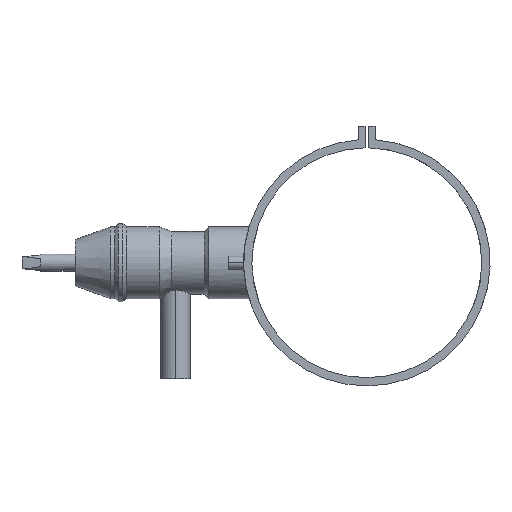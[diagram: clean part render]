
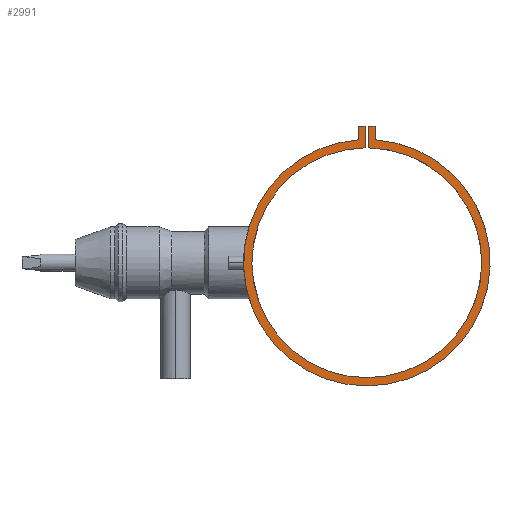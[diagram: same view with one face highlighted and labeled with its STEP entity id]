
A CAD part, left-side view. The second image highlights one B-rep face of the part: STEP entity #2991.
In plain terms, the highlighted planar face has unit normal (-1, 0, 0).
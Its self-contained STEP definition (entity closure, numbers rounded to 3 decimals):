
#18 = CARTESIAN_POINT ( 'NONE',  ( -70., -2., 148.697 ) ) ;
#35 = CARTESIAN_POINT ( 'NONE',  ( -70., 0., 0. ) ) ;
#158 = DIRECTION ( 'NONE',  ( 0., 0., -1. ) ) ;
#159 = CARTESIAN_POINT ( 'NONE',  ( -70., 2., 148.697 ) ) ;
#160 = LINE ( 'NONE', #159, #1863 ) ;
#195 = DIRECTION ( 'NONE',  ( 1., 0., 0. ) ) ;
#335 = CARTESIAN_POINT ( 'NONE',  ( -70., -9., 133.697 ) ) ;
#404 = DIRECTION ( 'NONE',  ( 0., -1., 0. ) ) ;
#407 = CARTESIAN_POINT ( 'NONE',  ( -70., 9., 148.697 ) ) ;
#411 = LINE ( 'NONE', #407, #2015 ) ;
#452 = FACE_OUTER_BOUND ( 'NONE', #2531, .T. ) ;
#571 = CARTESIAN_POINT ( 'NONE',  ( -70., 0., 0. ) ) ;
#649 = DIRECTION ( 'NONE',  ( 0., 0., 1. ) ) ;
#709 = EDGE_CURVE ( 'NONE', #2360, #2024, #411, .T. ) ;
#781 = CARTESIAN_POINT ( 'NONE',  ( -70., -9., 148.697 ) ) ;
#797 = DIRECTION ( 'NONE',  ( 0., 0., -1. ) ) ;
#848 = EDGE_CURVE ( 'NONE', #2024, #2279, #160, .T. ) ;
#854 = CARTESIAN_POINT ( 'NONE',  ( -70., 2., 124.984 ) ) ;
#902 = LINE ( 'NONE', #1943, #1314 ) ;
#1036 = VECTOR ( 'NONE', #649, 1000. ) ;
#1061 = DIRECTION ( 'NONE',  ( 0., -1., 0. ) ) ;
#1076 = DIRECTION ( 'NONE',  ( 1., 0., 0. ) ) ;
#1159 = VECTOR ( 'NONE', #797, 1000. ) ;
#1196 = EDGE_CURVE ( 'NONE', #2103, #2585, #2346, .T. ) ;
#1235 = DIRECTION ( 'NONE',  ( 0., 0., -1. ) ) ;
#1269 = AXIS2_PLACEMENT_3D ( 'NONE', #571, #1610, #2640 ) ;
#1314 = VECTOR ( 'NONE', #2844, 1000. ) ;
#1319 = EDGE_CURVE ( 'NONE', #2245, #2360, #902, .T. ) ;
#1488 = PLANE ( 'NONE',  #1974 ) ;
#1507 = EDGE_CURVE ( 'NONE', #2585, #1982, #2084, .T. ) ;
#1508 = CARTESIAN_POINT ( 'NONE',  ( -70., -2., 124.984 ) ) ;
#1526 = VECTOR ( 'NONE', #1061, 1000. ) ;
#1605 = EDGE_CURVE ( 'NONE', #2156, #2103, #1941, .T. ) ;
#1610 = DIRECTION ( 'NONE',  ( -1., 0., 0. ) ) ;
#1863 = VECTOR ( 'NONE', #158, 1000. ) ;
#1866 = AXIS2_PLACEMENT_3D ( 'NONE', #35, #1076, #2105 ) ;
#1879 = CARTESIAN_POINT ( 'NONE',  ( -70., 9., 133.697 ) ) ;
#1941 = LINE ( 'NONE', #2843, #1036 ) ;
#1943 = CARTESIAN_POINT ( 'NONE',  ( -70., 9., 148.697 ) ) ;
#1964 = CARTESIAN_POINT ( 'NONE',  ( -70., 9., 148.697 ) ) ;
#1974 = AXIS2_PLACEMENT_3D ( 'NONE', #2517, #195, #1235 ) ;
#1982 = VERTEX_POINT ( 'NONE', #335 ) ;
#2015 = VECTOR ( 'NONE', #404, 1000. ) ;
#2024 = VERTEX_POINT ( 'NONE', #2833 ) ;
#2084 = LINE ( 'NONE', #2927, #1159 ) ;
#2103 = VERTEX_POINT ( 'NONE', #2252 ) ;
#2105 = DIRECTION ( 'NONE',  ( 0., 0., -1. ) ) ;
#2156 = VERTEX_POINT ( 'NONE', #1508 ) ;
#2245 = VERTEX_POINT ( 'NONE', #1879 ) ;
#2252 = CARTESIAN_POINT ( 'NONE',  ( -70., -2., 148.697 ) ) ;
#2279 = VERTEX_POINT ( 'NONE', #854 ) ;
#2291 = CIRCLE ( 'NONE', #1269, 125. ) ;
#2346 = LINE ( 'NONE', #18, #1526 ) ;
#2360 = VERTEX_POINT ( 'NONE', #1964 ) ;
#2453 = ORIENTED_EDGE ( 'NONE', *, *, #1319, .F. ) ;
#2461 = ORIENTED_EDGE ( 'NONE', *, *, #709, .F. ) ;
#2464 = ORIENTED_EDGE ( 'NONE', *, *, #848, .F. ) ;
#2465 = ORIENTED_EDGE ( 'NONE', *, *, #2859, .F. ) ;
#2472 = ORIENTED_EDGE ( 'NONE', *, *, #1605, .F. ) ;
#2474 = ORIENTED_EDGE ( 'NONE', *, *, #1196, .F. ) ;
#2478 = ORIENTED_EDGE ( 'NONE', *, *, #1507, .F. ) ;
#2479 = ORIENTED_EDGE ( 'NONE', *, *, #2846, .F. ) ;
#2517 = CARTESIAN_POINT ( 'NONE',  ( -70., 0., 0. ) ) ;
#2531 = EDGE_LOOP ( 'NONE', ( #2479, #2478, #2474, #2472, #2465, #2464, #2461, #2453 ) ) ;
#2585 = VERTEX_POINT ( 'NONE', #781 ) ;
#2640 = DIRECTION ( 'NONE',  ( 0., 0., -1. ) ) ;
#2798 = CIRCLE ( 'NONE', #1866, 134. ) ;
#2833 = CARTESIAN_POINT ( 'NONE',  ( -70., 2., 148.697 ) ) ;
#2843 = CARTESIAN_POINT ( 'NONE',  ( -70., -2., 148.697 ) ) ;
#2844 = DIRECTION ( 'NONE',  ( 0., 0., 1. ) ) ;
#2846 = EDGE_CURVE ( 'NONE', #1982, #2245, #2798, .T. ) ;
#2859 = EDGE_CURVE ( 'NONE', #2279, #2156, #2291, .T. ) ;
#2927 = CARTESIAN_POINT ( 'NONE',  ( -70., -9., 148.697 ) ) ;
#2991 = ADVANCED_FACE ( 'NONE', ( #452 ), #1488, .F. ) ;
